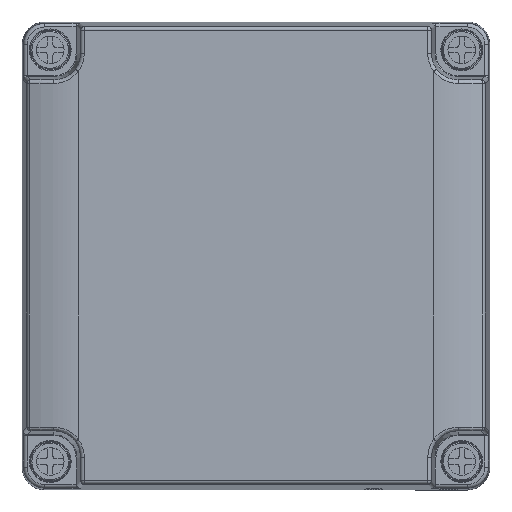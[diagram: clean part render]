
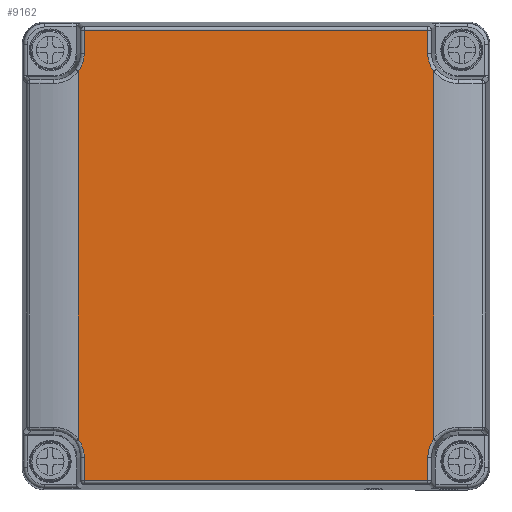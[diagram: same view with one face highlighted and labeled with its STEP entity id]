
A CAD part, top view. The second image highlights one B-rep face of the part: STEP entity #9162.
In plain terms, the highlighted planar face has unit normal (0, 0, 1).
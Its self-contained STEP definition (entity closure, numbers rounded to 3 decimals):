
#9053=AXIS2_PLACEMENT_3D('Plane Axis2P3D',#9050,#9051,#9052) ;
#9057=AXIS2_PLACEMENT_3D('Circle Axis2P3D',#9055,#9056,$) ;
#8058=CARTESIAN_POINT('Vertex',(108.401,2.292,125.)) ;
#8061=CARTESIAN_POINT('Line Origine',(110.422,2.292,125.)) ;
#8065=CARTESIAN_POINT('Vertex',(16.599,2.292,125.)) ;
#9050=CARTESIAN_POINT('Axis2P3D Location',(15.,0.,125.)) ;
#9055=CARTESIAN_POINT('Axis2P3D Location',(8.5,116.5,125.)) ;
#9059=CARTESIAN_POINT('Vertex',(15.,111.668,125.)) ;
#9061=CARTESIAN_POINT('Vertex',(16.599,116.5,125.)) ;
#9064=CARTESIAN_POINT('Line Origine',(15.,62.5,125.)) ;
#9068=CARTESIAN_POINT('Vertex',(15.,13.332,125.)) ;
#9072=CARTESIAN_POINT('Control Point',(15.,13.332,125.)) ;
#9073=CARTESIAN_POINT('Control Point',(15.499,12.66,125.)) ;
#9074=CARTESIAN_POINT('Control Point',(15.911,11.925,125.)) ;
#9075=CARTESIAN_POINT('Control Point',(16.226,11.139,125.)) ;
#9076=CARTESIAN_POINT('Control Point',(16.485,10.128,125.)) ;
#9077=CARTESIAN_POINT('Control Point',(16.581,9.097,125.)) ;
#9078=CARTESIAN_POINT('Control Point',(16.593,8.898,125.)) ;
#9079=CARTESIAN_POINT('Control Point',(16.599,8.699,125.)) ;
#9080=CARTESIAN_POINT('Control Point',(16.599,8.5,125.)) ;
#9081=CARTESIAN_POINT('Vertex',(16.599,8.5,125.)) ;
#9084=CARTESIAN_POINT('Line Origine',(16.599,5.396,125.)) ;
#9089=CARTESIAN_POINT('Line Origine',(108.401,5.396,125.)) ;
#9093=CARTESIAN_POINT('Vertex',(108.401,8.5,125.)) ;
#9097=CARTESIAN_POINT('Control Point',(108.401,8.5,125.)) ;
#9098=CARTESIAN_POINT('Control Point',(108.401,9.337,125.)) ;
#9099=CARTESIAN_POINT('Control Point',(108.509,10.173,125.)) ;
#9100=CARTESIAN_POINT('Control Point',(108.725,10.991,125.)) ;
#9101=CARTESIAN_POINT('Control Point',(109.12,11.957,125.)) ;
#9102=CARTESIAN_POINT('Control Point',(109.659,12.842,125.)) ;
#9103=CARTESIAN_POINT('Control Point',(109.768,13.009,125.)) ;
#9104=CARTESIAN_POINT('Control Point',(109.881,13.172,125.)) ;
#9105=CARTESIAN_POINT('Control Point',(110.,13.332,125.)) ;
#9106=CARTESIAN_POINT('Vertex',(110.,13.332,125.)) ;
#9109=CARTESIAN_POINT('Line Origine',(110.,62.5,125.)) ;
#9113=CARTESIAN_POINT('Vertex',(110.,111.668,125.)) ;
#9117=CARTESIAN_POINT('Control Point',(110.,111.668,125.)) ;
#9118=CARTESIAN_POINT('Control Point',(109.501,112.34,125.)) ;
#9119=CARTESIAN_POINT('Control Point',(109.089,113.075,125.)) ;
#9120=CARTESIAN_POINT('Control Point',(108.774,113.861,125.)) ;
#9121=CARTESIAN_POINT('Control Point',(108.515,114.872,125.)) ;
#9122=CARTESIAN_POINT('Control Point',(108.419,115.903,125.)) ;
#9123=CARTESIAN_POINT('Control Point',(108.407,116.102,125.)) ;
#9124=CARTESIAN_POINT('Control Point',(108.401,116.301,125.)) ;
#9125=CARTESIAN_POINT('Control Point',(108.401,116.5,125.)) ;
#9126=CARTESIAN_POINT('Vertex',(108.401,116.5,125.)) ;
#9129=CARTESIAN_POINT('Line Origine',(108.401,119.604,125.)) ;
#9133=CARTESIAN_POINT('Vertex',(108.401,122.708,125.)) ;
#9136=CARTESIAN_POINT('Line Origine',(62.5,122.708,125.)) ;
#9140=CARTESIAN_POINT('Vertex',(16.599,122.708,125.)) ;
#9143=CARTESIAN_POINT('Line Origine',(16.599,119.604,125.)) ;
#8062=DIRECTION('Vector Direction',(-1.,0.,0.)) ;
#9051=DIRECTION('Axis2P3D Direction',(0.,0.,1.)) ;
#9052=DIRECTION('Axis2P3D XDirection',(1.,0.,0.)) ;
#9056=DIRECTION('Axis2P3D Direction',(0.,0.,1.)) ;
#9065=DIRECTION('Vector Direction',(0.,1.,0.)) ;
#9085=DIRECTION('Vector Direction',(0.,-1.,0.)) ;
#9090=DIRECTION('Vector Direction',(0.,1.,0.)) ;
#9110=DIRECTION('Vector Direction',(0.,1.,0.)) ;
#9130=DIRECTION('Vector Direction',(0.,1.,0.)) ;
#9137=DIRECTION('Vector Direction',(1.,0.,0.)) ;
#9144=DIRECTION('Vector Direction',(0.,1.,0.)) ;
#8063=VECTOR('Line Direction',#8062,1.) ;
#9066=VECTOR('Line Direction',#9065,1.) ;
#9086=VECTOR('Line Direction',#9085,1.) ;
#9091=VECTOR('Line Direction',#9090,1.) ;
#9111=VECTOR('Line Direction',#9110,1.) ;
#9131=VECTOR('Line Direction',#9130,1.) ;
#9138=VECTOR('Line Direction',#9137,1.) ;
#9145=VECTOR('Line Direction',#9144,1.) ;
#9149=ORIENTED_EDGE('',*,*,#9063,.F.) ;
#9150=ORIENTED_EDGE('',*,*,#9070,.F.) ;
#9151=ORIENTED_EDGE('',*,*,#9083,.T.) ;
#9152=ORIENTED_EDGE('',*,*,#9088,.T.) ;
#9153=ORIENTED_EDGE('',*,*,#8067,.F.) ;
#9154=ORIENTED_EDGE('',*,*,#9095,.T.) ;
#9155=ORIENTED_EDGE('',*,*,#9108,.T.) ;
#9156=ORIENTED_EDGE('',*,*,#9115,.T.) ;
#9157=ORIENTED_EDGE('',*,*,#9128,.T.) ;
#9158=ORIENTED_EDGE('',*,*,#9135,.T.) ;
#9159=ORIENTED_EDGE('',*,*,#9142,.F.) ;
#9160=ORIENTED_EDGE('',*,*,#9147,.F.) ;
#9162=ADVANCED_FACE('DE_MPC_12-12-12\\MANIFOLD_SOLID_BREP #50042',(#9161),#9054,.T.) ;
#9071=B_SPLINE_CURVE_WITH_KNOTS('',5,(#9072,#9073,#9074,#9075,#9076,#9077,#9078,#9079,#9080),.UNSPECIFIED.,.F.,.U.,(6,3,6),(0.,5.915,7.321),.UNSPECIFIED.) ;
#9096=B_SPLINE_CURVE_WITH_KNOTS('',5,(#9097,#9098,#9099,#9100,#9101,#9102,#9103,#9104,#9105),.UNSPECIFIED.,.F.,.U.,(6,3,6),(0.,5.915,7.321),.UNSPECIFIED.) ;
#9116=B_SPLINE_CURVE_WITH_KNOTS('',5,(#9117,#9118,#9119,#9120,#9121,#9122,#9123,#9124,#9125),.UNSPECIFIED.,.F.,.U.,(6,3,6),(0.,5.915,7.321),.UNSPECIFIED.) ;
#9058=CIRCLE('generated circle',#9057,8.099) ;
#8067=EDGE_CURVE('',#8059,#8066,#8064,.T.) ;
#9063=EDGE_CURVE('',#9060,#9062,#9058,.T.) ;
#9070=EDGE_CURVE('',#9069,#9060,#9067,.T.) ;
#9083=EDGE_CURVE('',#9069,#9082,#9071,.T.) ;
#9088=EDGE_CURVE('',#9082,#8066,#9087,.T.) ;
#9095=EDGE_CURVE('',#8059,#9094,#9092,.T.) ;
#9108=EDGE_CURVE('',#9094,#9107,#9096,.T.) ;
#9115=EDGE_CURVE('',#9107,#9114,#9112,.T.) ;
#9128=EDGE_CURVE('',#9114,#9127,#9116,.T.) ;
#9135=EDGE_CURVE('',#9127,#9134,#9132,.T.) ;
#9142=EDGE_CURVE('',#9141,#9134,#9139,.T.) ;
#9147=EDGE_CURVE('',#9062,#9141,#9146,.T.) ;
#9148=EDGE_LOOP('',(#9149,#9150,#9151,#9152,#9153,#9154,#9155,#9156,#9157,#9158,#9159,#9160)) ;
#9161=FACE_OUTER_BOUND('',#9148,.T.) ;
#8064=LINE('Line',#8061,#8063) ;
#9067=LINE('Line',#9064,#9066) ;
#9087=LINE('Line',#9084,#9086) ;
#9092=LINE('Line',#9089,#9091) ;
#9112=LINE('Line',#9109,#9111) ;
#9132=LINE('Line',#9129,#9131) ;
#9139=LINE('Line',#9136,#9138) ;
#9146=LINE('Line',#9143,#9145) ;
#9054=PLANE('',#9053) ;
#8059=VERTEX_POINT('',#8058) ;
#8066=VERTEX_POINT('',#8065) ;
#9060=VERTEX_POINT('',#9059) ;
#9062=VERTEX_POINT('',#9061) ;
#9069=VERTEX_POINT('',#9068) ;
#9082=VERTEX_POINT('',#9081) ;
#9094=VERTEX_POINT('',#9093) ;
#9107=VERTEX_POINT('',#9106) ;
#9114=VERTEX_POINT('',#9113) ;
#9127=VERTEX_POINT('',#9126) ;
#9134=VERTEX_POINT('',#9133) ;
#9141=VERTEX_POINT('',#9140) ;
